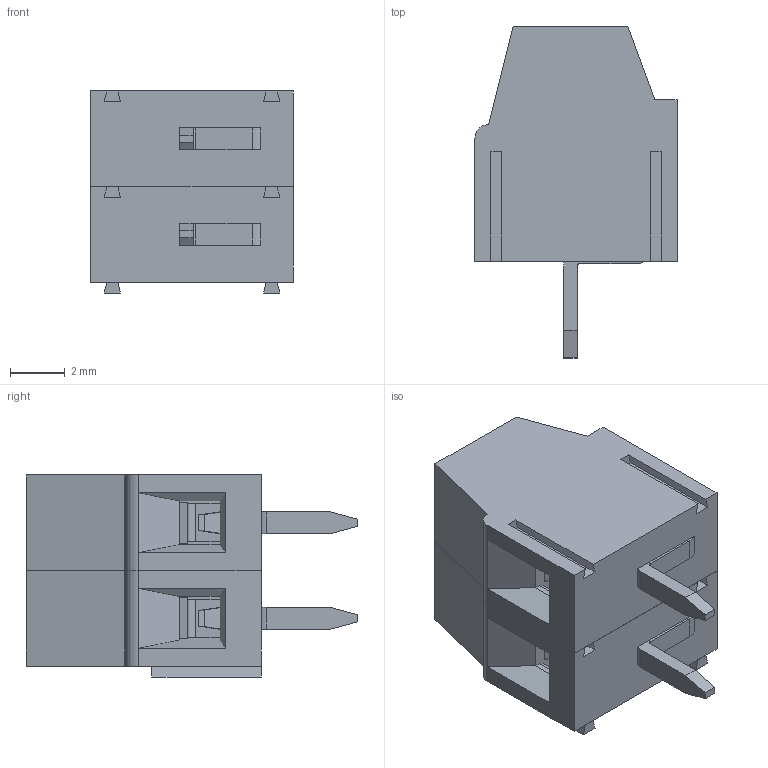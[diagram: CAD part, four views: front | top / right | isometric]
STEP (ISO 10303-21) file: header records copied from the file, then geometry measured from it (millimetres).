
FILE_DESCRIPTION(('STEP AP214'),'1');
FILE_NAME('20020327c021b01lf.stp','2015-09-10T12:19:54',('TraceParts'),('TraceParts S.A.'),'Spatial InterOp 3D',' ',' ');
FILE_SCHEMA(('automotive_design'));
Length unit declared in the file: millimetre
Products named in the file (6): 20020327-C02_ASM|Next assembly relationship#20020327-C-LEM;20020327-C-LEM; 20020327-C02_ASM|Next assembly relationship#20020327-C-REM;20020327-C-REM
Bounding box: 7.4 x 12.15 x 7.4 mm (x, y, z)
Volume: 348.1 mm3; surface area: 739.8 mm2
Topology: 6 solids, 6 shells, 258 faces, 686 edges, 440 vertices
Faces by surface type: plane 220, cylinder 34, cone 4
Entity records: 7956 total; most frequent: CARTESIAN_POINT 1390, ORIENTED_EDGE 1372, DIRECTION 1290, EDGE_CURVE 686, LINE 610, VECTOR 610, VERTEX_POINT 440, AXIS2_PLACEMENT_3D 340
